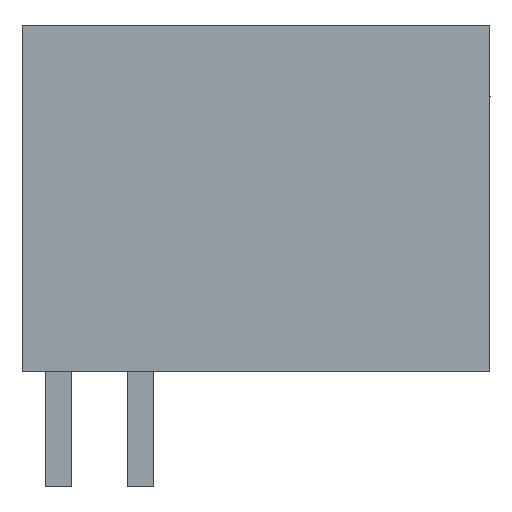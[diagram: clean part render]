
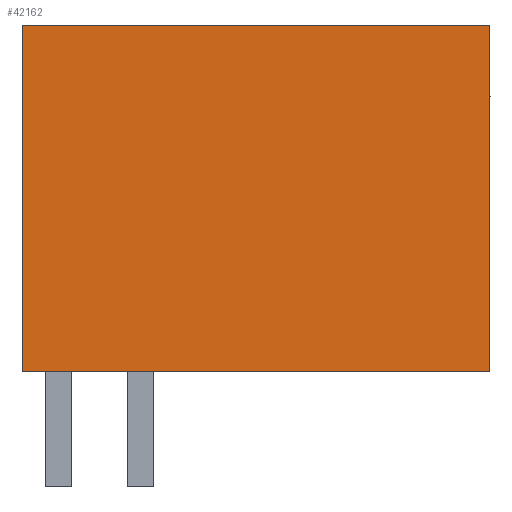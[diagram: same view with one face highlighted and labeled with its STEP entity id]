
A CAD part, left-side view. The second image highlights one B-rep face of the part: STEP entity #42162.
In plain terms, the highlighted planar face has unit normal (-1, 0, 0).
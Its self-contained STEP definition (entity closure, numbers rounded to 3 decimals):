
#42154=AXIS2_PLACEMENT_3D('Plane Axis2P3D',#42151,#42152,#42153) ;
#5470=CARTESIAN_POINT('Vertex',(0.,0.,3.5)) ;
#5883=CARTESIAN_POINT('Vertex',(0.,0.,14.)) ;
#5886=CARTESIAN_POINT('Line Origine',(0.,0.,8.75)) ;
#6570=CARTESIAN_POINT('Vertex',(0.,14.2,14.)) ;
#7779=CARTESIAN_POINT('Vertex',(0.,14.2,3.5)) ;
#7782=CARTESIAN_POINT('Line Origine',(0.,14.2,8.75)) ;
#10193=CARTESIAN_POINT('Line Origine',(0.,7.1,3.5)) ;
#12252=CARTESIAN_POINT('Line Origine',(0.,7.1,14.)) ;
#42151=CARTESIAN_POINT('Axis2P3D Location',(0.,3.975,8.025)) ;
#5887=DIRECTION('Vector Direction',(0.,0.,-1.)) ;
#7783=DIRECTION('Vector Direction',(0.,0.,-1.)) ;
#10194=DIRECTION('Vector Direction',(0.,1.,0.)) ;
#12253=DIRECTION('Vector Direction',(0.,1.,0.)) ;
#42152=DIRECTION('Axis2P3D Direction',(-1.,0.,0.)) ;
#42153=DIRECTION('Axis2P3D XDirection',(0.,0.,-1.)) ;
#5888=VECTOR('Line Direction',#5887,1.) ;
#7784=VECTOR('Line Direction',#7783,1.) ;
#10195=VECTOR('Line Direction',#10194,1.) ;
#12254=VECTOR('Line Direction',#12253,1.) ;
#42157=ORIENTED_EDGE('',*,*,#10197,.F.) ;
#42158=ORIENTED_EDGE('',*,*,#5890,.F.) ;
#42159=ORIENTED_EDGE('',*,*,#12256,.T.) ;
#42160=ORIENTED_EDGE('',*,*,#7786,.T.) ;
#42162=ADVANCED_FACE('HOUSING',(#42161),#42155,.T.) ;
#5890=EDGE_CURVE('',#5884,#5471,#5889,.T.) ;
#7786=EDGE_CURVE('',#6571,#7780,#7785,.T.) ;
#10197=EDGE_CURVE('',#5471,#7780,#10196,.T.) ;
#12256=EDGE_CURVE('',#5884,#6571,#12255,.T.) ;
#42156=EDGE_LOOP('',(#42157,#42158,#42159,#42160)) ;
#42161=FACE_OUTER_BOUND('',#42156,.T.) ;
#5889=LINE('Line',#5886,#5888) ;
#7785=LINE('Line',#7782,#7784) ;
#10196=LINE('Line',#10193,#10195) ;
#12255=LINE('Line',#12252,#12254) ;
#42155=PLANE('',#42154) ;
#5471=VERTEX_POINT('',#5470) ;
#5884=VERTEX_POINT('',#5883) ;
#6571=VERTEX_POINT('',#6570) ;
#7780=VERTEX_POINT('',#7779) ;
